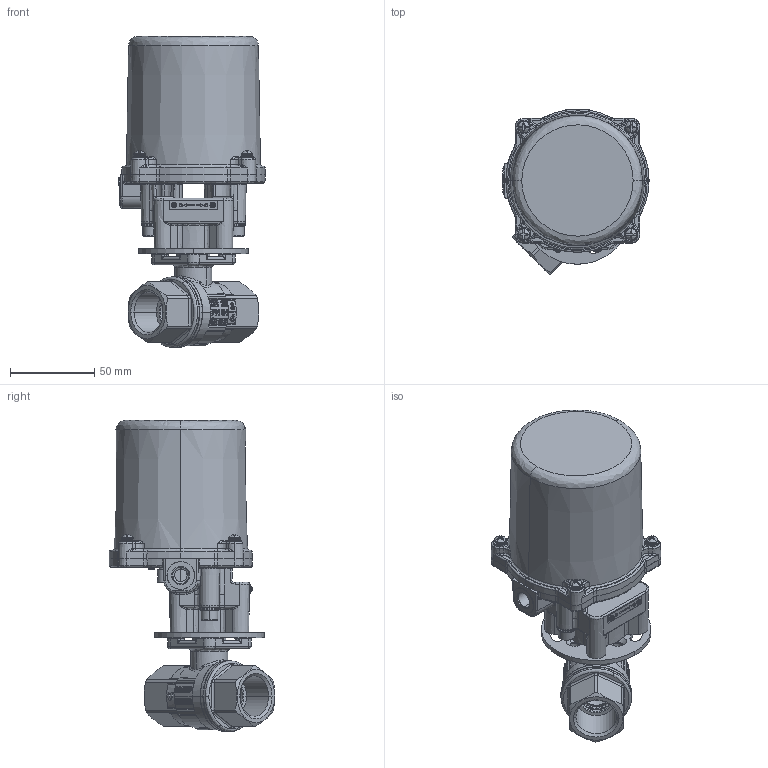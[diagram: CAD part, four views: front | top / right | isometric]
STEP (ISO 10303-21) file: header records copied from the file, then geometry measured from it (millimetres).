
FILE_DESCRIPTION (( 'STEP AP214' ), '1' );
FILE_NAME ('200.136.050 PowerLinValve 3_4 DN20 + om-T.STEP', '2022-01-10T08:59:28', ( '' ), ( '' ), 'SwSTEP 2.0', 'SolidWorks 2018', '' );
FILE_SCHEMA (( 'AUTOMOTIVE_DESIGN' ));
Length unit declared in the file: millimetre
Products named in the file (1): 200.136.050 PowerLinValve 3_4 DN20 + om-T
Bounding box: 86.74 x 98.29 x 184.5 mm (x, y, z)
Surface area: 78696.1 mm2 (no closed solid volume)
Topology: 0 solids, 15 shells, 1319 faces, 4096 edges, 2680 vertices
Faces by surface type: bspline 510, plane 350, cylinder 342, cone 117
Entity records: 115102 total; most frequent: CARTESIAN_POINT 69771, ORIENTED_EDGE 7144, DIRECTION 4696, EDGE_CURVE 4045, VERTEX_POINT 2680, AXIS2_PLACEMENT_3D 1655, B_SPLINE_CURVE_WITH_KNOTS 1631, EDGE_LOOP 1437
